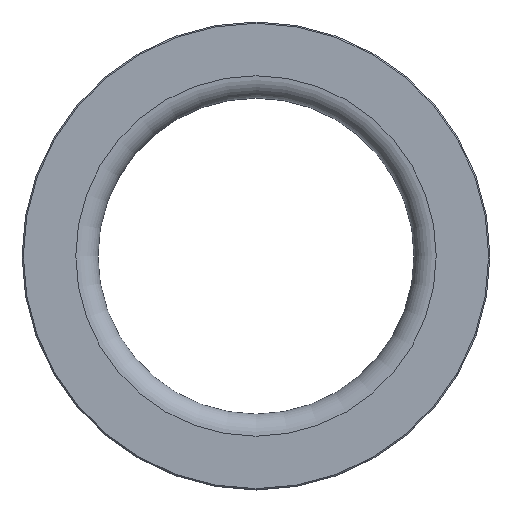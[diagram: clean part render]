
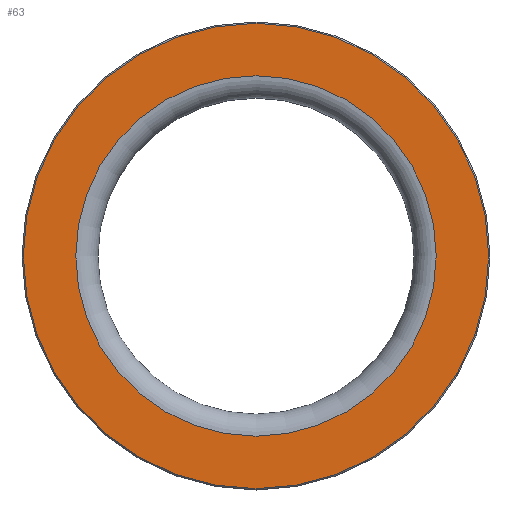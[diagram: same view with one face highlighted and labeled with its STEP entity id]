
A CAD part, top view. The second image highlights one B-rep face of the part: STEP entity #63.
In plain terms, the highlighted planar face has unit normal (0, 0, 1).
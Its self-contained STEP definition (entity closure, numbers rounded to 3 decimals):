
#63 = ADVANCED_FACE( '', ( #134, #135 ), #136, .F. );
#134 = FACE_OUTER_BOUND( '', #201, .T. );
#135 = FACE_BOUND( '', #202, .T. );
#136 = PLANE( '', #203 );
#201 = EDGE_LOOP( '', ( #286 ) );
#202 = EDGE_LOOP( '', ( #287 ) );
#203 = AXIS2_PLACEMENT_3D( '', #288, #289, #290 );
#286 = ORIENTED_EDGE( '', *, *, #327, .T. );
#287 = ORIENTED_EDGE( '', *, *, #310, .T. );
#288 = CARTESIAN_POINT( '', ( 0., 0., 30. ) );
#289 = DIRECTION( '', ( 0., 0., -1. ) );
#290 = DIRECTION( '', ( -1., 0., 0. ) );
#310 = EDGE_CURVE( '', #344, #344, #345, .T. );
#327 = EDGE_CURVE( '', #371, #371, #372, .F. );
#344 = VERTEX_POINT( '', #389 );
#345 = CIRCLE( '', #390, 28.5 );
#371 = VERTEX_POINT( '', #416 );
#372 = CIRCLE( '', #417, 36.8 );
#389 = CARTESIAN_POINT( '', ( -28.5, 0., 30. ) );
#390 = AXIS2_PLACEMENT_3D( '', #435, #436, #437 );
#416 = CARTESIAN_POINT( '', ( -36.8, 0., 30. ) );
#417 = AXIS2_PLACEMENT_3D( '', #465, #466, #467 );
#435 = CARTESIAN_POINT( '', ( 0., 0., 30. ) );
#436 = DIRECTION( '', ( 0., 0., -1. ) );
#437 = DIRECTION( '', ( -1., 0., 0. ) );
#465 = CARTESIAN_POINT( '', ( 0., 0., 30. ) );
#466 = DIRECTION( '', ( 0., 0., -1. ) );
#467 = DIRECTION( '', ( -1., 0., 0. ) );
